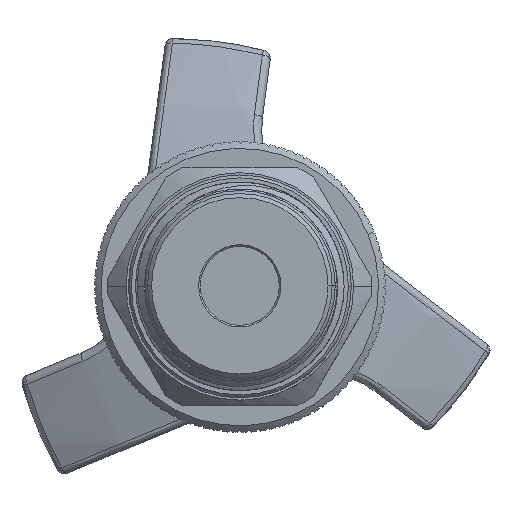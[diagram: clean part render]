
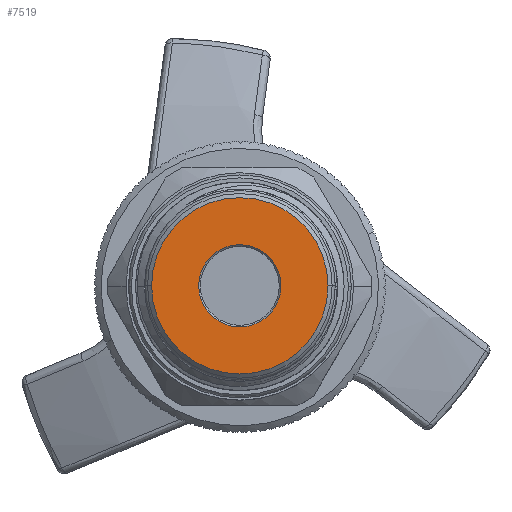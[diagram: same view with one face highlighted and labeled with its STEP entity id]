
A CAD part, top view. The second image highlights one B-rep face of the part: STEP entity #7519.
In plain terms, the highlighted planar face has unit normal (0, 0, 1).
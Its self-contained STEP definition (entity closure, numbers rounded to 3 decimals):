
#391 = AXIS2_PLACEMENT_3D ( 'NONE', #21286, #2145, #23699 ) ;
#1197 = FACE_BOUND ( 'NONE', #6766, .T. ) ;
#1966 = FACE_OUTER_BOUND ( 'NONE', #13145, .T. ) ;
#2145 = DIRECTION ( 'NONE',  ( 0., 0., -1. ) ) ;
#2766 = CIRCLE ( 'NONE', #18453, 4.95 ) ;
#4186 = ORIENTED_EDGE ( 'NONE', *, *, #19036, .T. ) ;
#4866 = PLANE ( 'NONE',  #8433 ) ;
#6766 = EDGE_LOOP ( 'NONE', ( #17133, #4186 ) ) ;
#6904 = VERTEX_POINT ( 'NONE', #8996 ) ;
#7482 = EDGE_CURVE ( 'NONE', #6904, #24190, #22257, .T. ) ;
#7519 = ADVANCED_FACE ( 'NONE', ( #1966, #1197 ), #4866, .F. ) ;
#8433 = AXIS2_PLACEMENT_3D ( 'NONE', #28856, #9477, #24123 ) ;
#8996 = CARTESIAN_POINT ( 'NONE',  ( -10.615, 0., 1.69 ) ) ;
#9477 = DIRECTION ( 'NONE',  ( 0., 0., -1. ) ) ;
#11471 = DIRECTION ( 'NONE',  ( 0., 0., -1. ) ) ;
#12447 = VERTEX_POINT ( 'NONE', #12737 ) ;
#12737 = CARTESIAN_POINT ( 'NONE',  ( 4.95, 0., 1.69 ) ) ;
#12867 = CARTESIAN_POINT ( 'NONE',  ( 0., 0., 1.69 ) ) ;
#13145 = EDGE_LOOP ( 'NONE', ( #13616, #20160 ) ) ;
#13347 = DIRECTION ( 'NONE',  ( 0., 0., -1. ) ) ;
#13616 = ORIENTED_EDGE ( 'NONE', *, *, #7482, .F. ) ;
#15191 = CIRCLE ( 'NONE', #20655, 4.95 ) ;
#15781 = CARTESIAN_POINT ( 'NONE',  ( 0., 0., 1.69 ) ) ;
#16015 = AXIS2_PLACEMENT_3D ( 'NONE', #15781, #13347, #18097 ) ;
#17133 = ORIENTED_EDGE ( 'NONE', *, *, #29960, .T. ) ;
#18041 = DIRECTION ( 'NONE',  ( -1., 0., 0. ) ) ;
#18095 = VERTEX_POINT ( 'NONE', #24739 ) ;
#18097 = DIRECTION ( 'NONE',  ( -1., 0., 0. ) ) ;
#18453 = AXIS2_PLACEMENT_3D ( 'NONE', #30978, #11471, #26112 ) ;
#19036 = EDGE_CURVE ( 'NONE', #18095, #12447, #15191, .T. ) ;
#19641 = CARTESIAN_POINT ( 'NONE',  ( 10.615, 0., 1.69 ) ) ;
#20160 = ORIENTED_EDGE ( 'NONE', *, *, #28262, .F. ) ;
#20655 = AXIS2_PLACEMENT_3D ( 'NONE', #12867, #22460, #18041 ) ;
#21286 = CARTESIAN_POINT ( 'NONE',  ( 0., 0., 1.69 ) ) ;
#22257 = CIRCLE ( 'NONE', #391, 10.615 ) ;
#22460 = DIRECTION ( 'NONE',  ( 0., 0., -1. ) ) ;
#23699 = DIRECTION ( 'NONE',  ( -1., 0., 0. ) ) ;
#24123 = DIRECTION ( 'NONE',  ( -1., 0., 0. ) ) ;
#24190 = VERTEX_POINT ( 'NONE', #19641 ) ;
#24739 = CARTESIAN_POINT ( 'NONE',  ( -4.95, 0., 1.69 ) ) ;
#26112 = DIRECTION ( 'NONE',  ( -1., 0., 0. ) ) ;
#26904 = CIRCLE ( 'NONE', #16015, 10.615 ) ;
#28262 = EDGE_CURVE ( 'NONE', #24190, #6904, #26904, .T. ) ;
#28856 = CARTESIAN_POINT ( 'NONE',  ( 0., 0., 1.69 ) ) ;
#29960 = EDGE_CURVE ( 'NONE', #12447, #18095, #2766, .T. ) ;
#30978 = CARTESIAN_POINT ( 'NONE',  ( 0., 0., 1.69 ) ) ;
